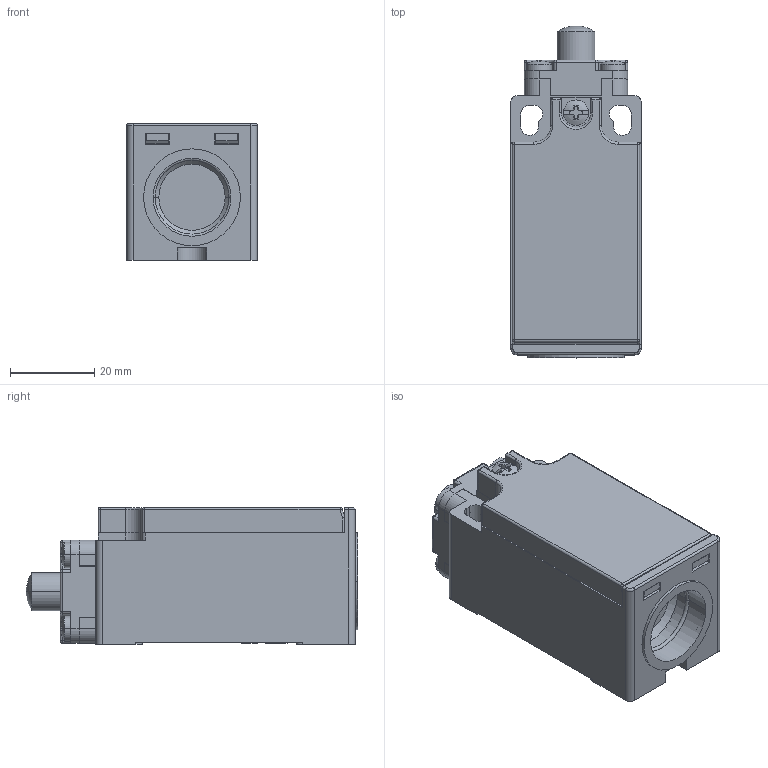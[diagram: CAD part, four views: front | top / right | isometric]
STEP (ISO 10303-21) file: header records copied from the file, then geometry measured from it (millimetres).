
FILE_DESCRIPTION((''),'2;1');
FILE_NAME('E10000AP_ASM','2021-09-13T',('alessandro.buglione'),(''),'PRO/ENGINEER BY PARAMETRIC TECHNOLOGY CORPORATION, 2011080','PRO/ENGINEER BY PARAMETRIC TECHNOLOGY CORPORATION, 2011080','');
FILE_SCHEMA(('CONFIG_CONTROL_DESIGN'));
Products named in the file (31): 880028; S880032; 550626; S880028; 220064_B; S880060; S880065-001; S880027; S880024; S880061; S880062; S880064_AF0; S880062_ASM; S880026; S880059; S880063-001_123; 880265_ASM; 880042; 880249; 880139; 880189-001_AF0; 880408_ASM; 880201; 880135; 880723; 880193; 881360_ASM; 880223; 880224; 880155; E10000AP_ASM
Assembly tree (49 placements, depth 4):
  E10000AP_ASM
    880028
    880265_ASM
      S880032
      550626  x4
      S880028  x4
      220064_B  x4
      S880060
      S880065-001
      S880027  x2
      S880024  x4
      S880061
      S880062_ASM  x2
        S880062
        S880064_AF0
      S880026
      S880059
      S880063-001_123
      S880062
    880408_ASM
      880042
      880249
      880139
      880189-001_AF0
    880201
    880135
    881360_ASM
      880723
      880193
    880223
    880224  x4
    880155
Bounding box: 31 x 78.8 x 32.5 mm (x, y, z)
Volume: 39260.4 mm3; surface area: 52240.8 mm2
Topology: 63 solids, 73 shells, 4621 faces, 12201 edges, 7829 vertices
Faces by surface type: plane 3107, cylinder 926, sphere 188, cone 157, torus 147, bspline 96
Entity records: 131266 total; most frequent: CARTESIAN_POINT 42338, ORIENTED_EDGE 18834, DIRECTION 17644, EDGE_CURVE 9425, VECTOR 7332, LINE 7332, VERTEX_POINT 6088, AXIS2_PLACEMENT_3D 5156
